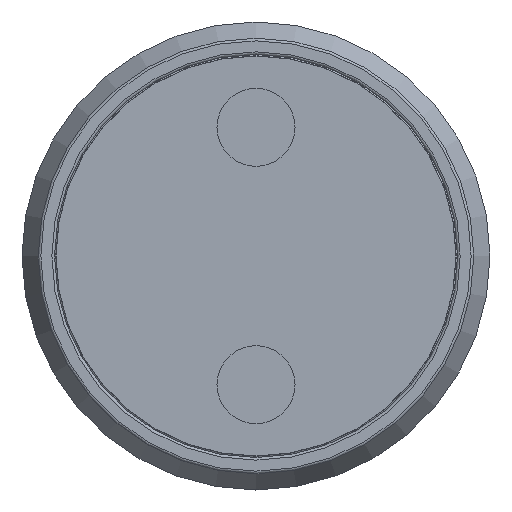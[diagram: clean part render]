
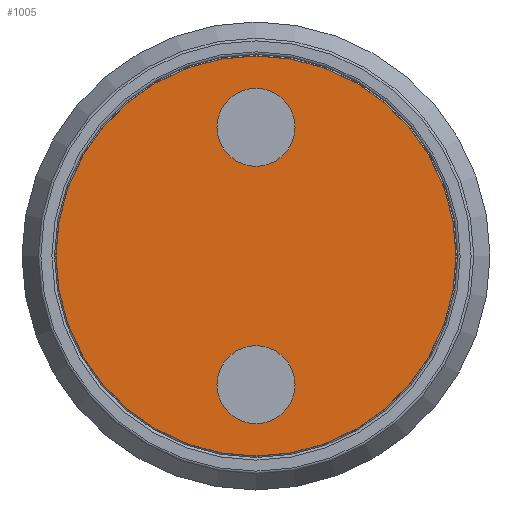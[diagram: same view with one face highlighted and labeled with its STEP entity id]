
A CAD part, left-side view. The second image highlights one B-rep face of the part: STEP entity #1005.
In plain terms, the highlighted planar face has unit normal (-1, 0, 0).
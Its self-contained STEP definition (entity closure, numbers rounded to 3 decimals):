
#39=FACE_BOUND('',#176,.T.);
#40=FACE_BOUND('',#177,.T.);
#62=PLANE('',#1153);
#114=FACE_OUTER_BOUND('',#175,.T.);
#175=EDGE_LOOP('',(#884,#885));
#176=EDGE_LOOP('',(#886));
#177=EDGE_LOOP('',(#887));
#371=CIRCLE('',#1146,1.5);
#373=CIRCLE('',#1150,1.5);
#375=CIRCLE('',#1154,7.692);
#376=CIRCLE('',#1155,7.692);
#469=VERTEX_POINT('',#1912);
#471=VERTEX_POINT('',#1919);
#473=VERTEX_POINT('',#1926);
#474=VERTEX_POINT('',#1927);
#607=EDGE_CURVE('',#469,#469,#371,.T.);
#610=EDGE_CURVE('',#471,#471,#373,.T.);
#613=EDGE_CURVE('',#473,#474,#375,.T.);
#614=EDGE_CURVE('',#474,#473,#376,.T.);
#884=ORIENTED_EDGE('',*,*,#613,.F.);
#885=ORIENTED_EDGE('',*,*,#614,.F.);
#886=ORIENTED_EDGE('',*,*,#607,.T.);
#887=ORIENTED_EDGE('',*,*,#610,.T.);
#1005=ADVANCED_FACE('',(#114,#39,#40),#62,.T.);
#1146=AXIS2_PLACEMENT_3D('',#1913,#1453,#1454);
#1150=AXIS2_PLACEMENT_3D('',#1920,#1462,#1463);
#1153=AXIS2_PLACEMENT_3D('',#1925,#1469,#1470);
#1154=AXIS2_PLACEMENT_3D('',#1928,#1471,#1472);
#1155=AXIS2_PLACEMENT_3D('',#1929,#1473,#1474);
#1453=DIRECTION('center_axis',(1.,0.,0.));
#1454=DIRECTION('ref_axis',(0.,0.,
-1.));
#1462=DIRECTION('center_axis',(1.,0.,0.));
#1463=DIRECTION('ref_axis',(0.,0.,
-1.));
#1469=DIRECTION('center_axis',(-1.,0.,0.));
#1470=DIRECTION('ref_axis',(0.,0.,
1.));
#1471=DIRECTION('center_axis',(1.,0.,0.));
#1472=DIRECTION('ref_axis',(0.,0.,
-1.));
#1473=DIRECTION('center_axis',(1.,0.,0.));
#1474=DIRECTION('ref_axis',(0.,0.,
-1.));
#1912=CARTESIAN_POINT('',(-41.817,-0.181,6.711));
#1913=CARTESIAN_POINT('Origin',(-41.817,-0.181,5.211));
#1919=CARTESIAN_POINT('',(-41.817,-0.181,16.611));
#1920=CARTESIAN_POINT('Origin',(-41.817,-0.181,15.111));
#1925=CARTESIAN_POINT('Origin',(-41.817,-0.181,2.469));
#1926=CARTESIAN_POINT('',(-41.817,-0.181,2.469));
#1927=CARTESIAN_POINT('',(-41.817,-0.181,17.853));
#1928=CARTESIAN_POINT('Origin',(-41.817,-0.181,10.161));
#1929=CARTESIAN_POINT('Origin',(-41.817,-0.181,10.161));
